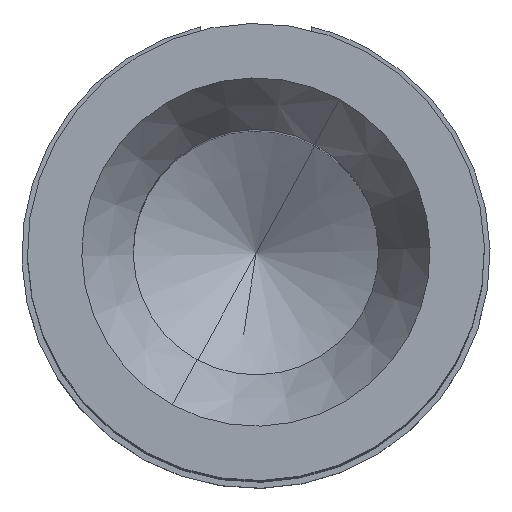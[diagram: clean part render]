
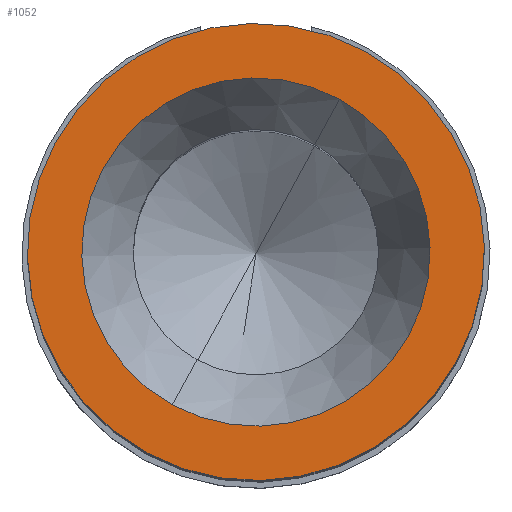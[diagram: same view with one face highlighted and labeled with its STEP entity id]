
A CAD part, top view. The second image highlights one B-rep face of the part: STEP entity #1052.
In plain terms, the highlighted planar face has unit normal (0, 0, 1).
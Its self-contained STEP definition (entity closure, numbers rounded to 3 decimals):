
#952=AXIS2_PLACEMENT_3D('Circle Axis2P3D',#950,#951,$) ;
#971=AXIS2_PLACEMENT_3D('Circle Axis2P3D',#969,#970,$) ;
#1028=AXIS2_PLACEMENT_3D('Plane Axis2P3D',#1025,#1026,#1027) ;
#1036=AXIS2_PLACEMENT_3D('Circle Axis2P3D',#1034,#1035,$) ;
#1045=AXIS2_PLACEMENT_3D('Circle Axis2P3D',#1043,#1044,$) ;
#947=CARTESIAN_POINT('Vertex',(3.083,3.899,26.75)) ;
#950=CARTESIAN_POINT('Axis2P3D Location',(2.1,2.1,26.75)) ;
#954=CARTESIAN_POINT('Vertex',(1.117,0.301,26.75)) ;
#969=CARTESIAN_POINT('Axis2P3D Location',(2.1,2.1,26.75)) ;
#1025=CARTESIAN_POINT('Axis2P3D Location',(2.1,0.05,26.75)) ;
#1034=CARTESIAN_POINT('Axis2P3D Location',(2.1,2.1,26.75)) ;
#1038=CARTESIAN_POINT('Vertex',(2.849,3.471,26.75)) ;
#1040=CARTESIAN_POINT('Vertex',(1.351,0.729,26.75)) ;
#1043=CARTESIAN_POINT('Axis2P3D Location',(2.1,2.1,26.75)) ;
#951=DIRECTION('Axis2P3D Direction',(0.,0.,-1.)) ;
#970=DIRECTION('Axis2P3D Direction',(0.,0.,-1.)) ;
#1026=DIRECTION('Axis2P3D Direction',(0.,0.,-1.)) ;
#1027=DIRECTION('Axis2P3D XDirection',(1.,0.,0.)) ;
#1035=DIRECTION('Axis2P3D Direction',(0.,0.,-1.)) ;
#1044=DIRECTION('Axis2P3D Direction',(0.,0.,-1.)) ;
#1031=ORIENTED_EDGE('',*,*,#973,.F.) ;
#1032=ORIENTED_EDGE('',*,*,#956,.F.) ;
#1049=ORIENTED_EDGE('',*,*,#1042,.T.) ;
#1050=ORIENTED_EDGE('',*,*,#1047,.T.) ;
#1051=FACE_BOUND('',#1048,.T.) ;
#1052=ADVANCED_FACE('Hauptkoerper',(#1033,#1051),#1029,.F.) ;
#953=CIRCLE('generated circle',#952,2.05) ;
#972=CIRCLE('generated circle',#971,2.05) ;
#1037=CIRCLE('generated circle',#1036,1.562) ;
#1046=CIRCLE('generated circle',#1045,1.562) ;
#956=EDGE_CURVE('',#948,#955,#953,.T.) ;
#973=EDGE_CURVE('',#955,#948,#972,.T.) ;
#1042=EDGE_CURVE('',#1039,#1041,#1037,.T.) ;
#1047=EDGE_CURVE('',#1041,#1039,#1046,.T.) ;
#1030=EDGE_LOOP('',(#1031,#1032)) ;
#1048=EDGE_LOOP('',(#1049,#1050)) ;
#1033=FACE_OUTER_BOUND('',#1030,.T.) ;
#1029=PLANE('',#1028) ;
#948=VERTEX_POINT('',#947) ;
#955=VERTEX_POINT('',#954) ;
#1039=VERTEX_POINT('',#1038) ;
#1041=VERTEX_POINT('',#1040) ;
